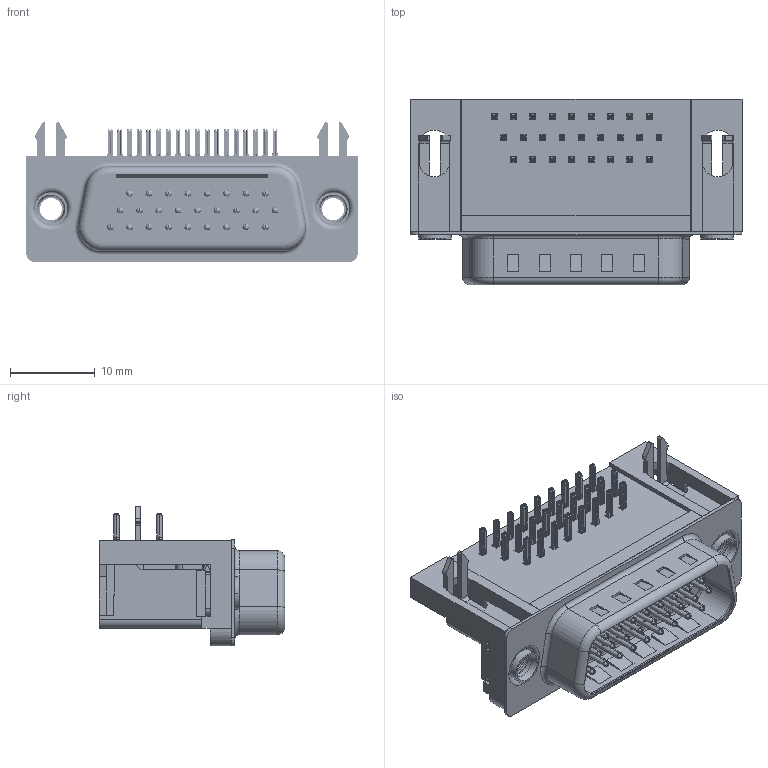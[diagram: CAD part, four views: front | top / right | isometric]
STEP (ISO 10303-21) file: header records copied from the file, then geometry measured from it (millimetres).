
FILE_DESCRIPTION((''),'2;1');
FILE_NAME('26P-ASM0001_ASM','2008-10-30T',('Administrator'),(''),'PRO/ENGINEER BY PARAMETRIC TECHNOLOGY CORPORATION, 2007030','PRO/ENGINEER BY PARAMETRIC TECHNOLOGY CORPORATION, 2007030','');
FILE_SCHEMA(('CONFIG_CONTROL_DESIGN'));
Length unit declared in the file: millimetre
Products named in the file (9): HDR-26P-MALE-HOUSING; HDR-26P-MALE-COVER; 26P-M-FCOVER; DR_M_S1; DR_M_S2; DR_M_S3; Z-PIAN-4; MAODING; 26P-ASM0001_ASM
Assembly tree (33 placements, depth 2):
  26P-ASM0001_ASM
    HDR-26P-MALE-HOUSING
    HDR-26P-MALE-COVER
    26P-M-FCOVER
    DR_M_S1  x8
    DR_M_S2  x9
    DR_M_S3  x9
    Z-PIAN-4  x2
    MAODING  x2
Bounding box: 39.2 x 21.9 x 16.5 mm (x, y, z)
Volume: 4752 mm3; surface area: 9930.4 mm2
Topology: 189 solids, 189 shells, 6719 faces, 15294 edges, 8928 vertices
Faces by surface type: plane 3295, bspline 1838, cylinder 1186, sphere 208, torus 184, cone 8
Entity records: 58883 total; most frequent: CARTESIAN_POINT 21324, ORIENTED_EDGE 8100, DIRECTION 7091, EDGE_CURVE 4050, VECTOR 2837, LINE 2837, VERTEX_POINT 2499, AXIS2_PLACEMENT_3D 2127
